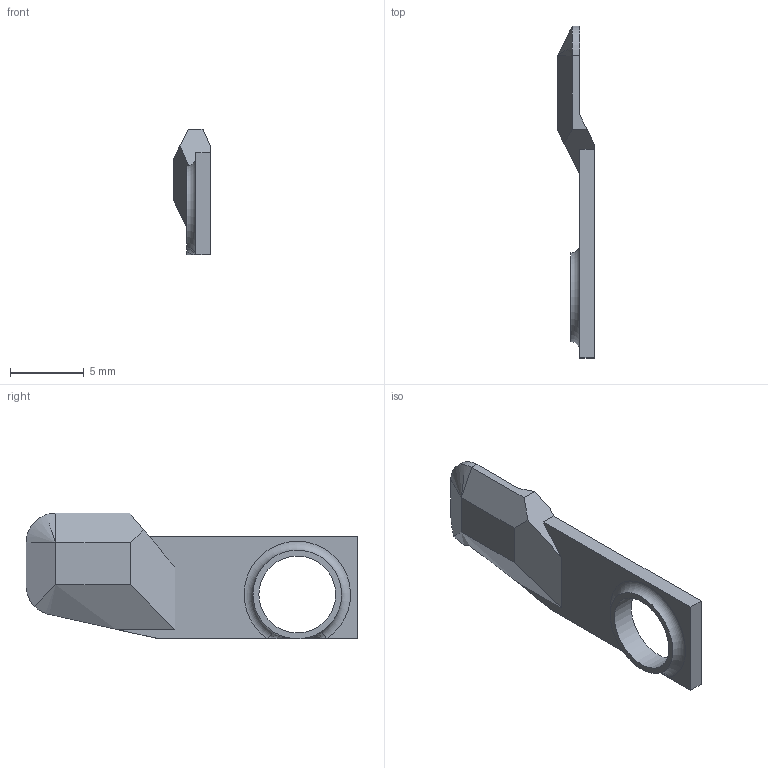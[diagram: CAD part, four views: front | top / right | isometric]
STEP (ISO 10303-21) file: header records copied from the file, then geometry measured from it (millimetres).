
FILE_DESCRIPTION(/* description */ (''),/* implementation_level */ '2;1');
FILE_NAME(/* name */ 'Flag endstop X.step',/* time_stamp */ '2021-01-24T12:53:18+01:00',/* author */ (''),/* organization */ (''),/* preprocessor_version */ 'ST-DEVELOPER v18.1',/* originating_system */ 'Autodesk Translation Framework v9.7.0.1280',/* authorisation */ '');
FILE_SCHEMA (('AUTOMOTIVE_DESIGN { 1 0 10303 214 3 1 1 }'));
Length unit declared in the file: millimetre
Products named in the file (1): Flag endstop X
Bounding box: 2.5 x 22.44 x 8.5 mm (x, y, z)
Volume: 154.5 mm3; surface area: 360.7 mm2
Topology: 1 solids, 1 shells, 25 faces, 63 edges, 37 vertices
Faces by surface type: plane 17, cylinder 4, bspline 2, torus 1, cone 1
Full cylindrical faces by diameter (mm): 5.2 x1
Entity records: 832 total; most frequent: CARTESIAN_POINT 207, ORIENTED_EDGE 120, DIRECTION 118, EDGE_CURVE 60, LINE 46, VECTOR 46, VERTEX_POINT 37, AXIS2_PLACEMENT_3D 36
